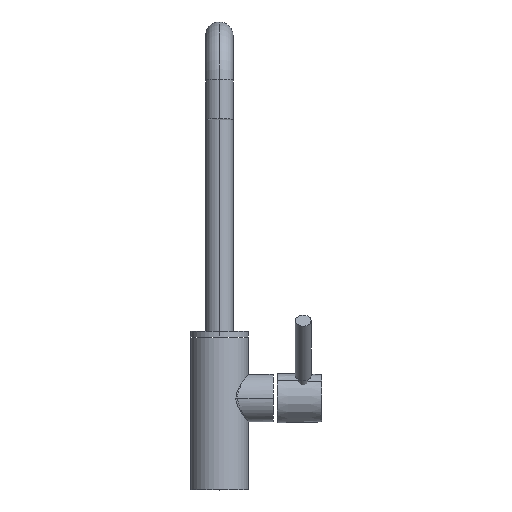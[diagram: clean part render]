
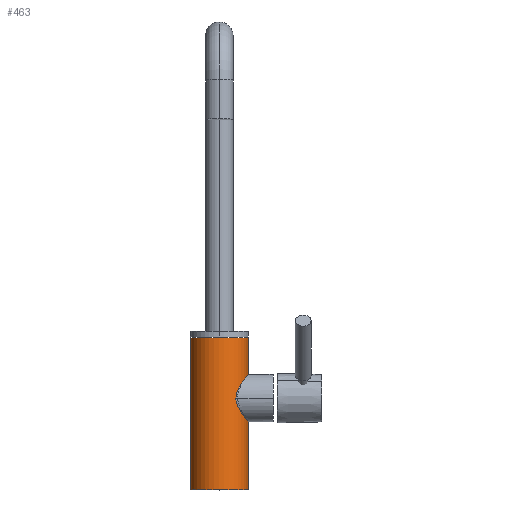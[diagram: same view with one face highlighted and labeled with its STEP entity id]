
A CAD part, top view. The second image highlights one B-rep face of the part: STEP entity #463.
In plain terms, the highlighted cylindrical face has radius 22.05 mm (diameter 44.1 mm), a partial arc.
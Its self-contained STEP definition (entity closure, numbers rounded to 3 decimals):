
#30 = DIRECTION ( 'NONE',  ( 0., -1., 0. ) ) ;
#43 = VERTEX_POINT ( 'NONE', #91 ) ;
#91 = CARTESIAN_POINT ( 'NONE',  ( -22.05, 116., 0. ) ) ;
#168 = VECTOR ( 'NONE', #801, 1000. ) ;
#184 = CARTESIAN_POINT ( 'NONE',  ( 0., 0., 0. ) ) ;
#209 = AXIS2_PLACEMENT_3D ( 'NONE', #1296, #434, #562 ) ;
#230 = DIRECTION ( 'NONE',  ( 0., -1., 0. ) ) ;
#351 = LINE ( 'NONE', #930, #909 ) ;
#434 = DIRECTION ( 'NONE',  ( 0., -1., 0. ) ) ;
#463 = ADVANCED_FACE ( 'NONE', ( #665 ), #787, .T. ) ;
#520 = CIRCLE ( 'NONE', #209, 22.05 ) ;
#562 = DIRECTION ( 'NONE',  ( 1., 0., 0. ) ) ;
#576 = CARTESIAN_POINT ( 'NONE',  ( 22.05, 116., 0. ) ) ;
#665 = FACE_OUTER_BOUND ( 'NONE', #1682, .T. ) ;
#686 = AXIS2_PLACEMENT_3D ( 'NONE', #1573, #230, #821 ) ;
#709 = EDGE_CURVE ( 'NONE', #1486, #807, #1685, .T. ) ;
#787 = CYLINDRICAL_SURFACE ( 'NONE', #1278, 22.05 ) ;
#801 = DIRECTION ( 'NONE',  ( 0., -1., 0. ) ) ;
#807 = VERTEX_POINT ( 'NONE', #1130 ) ;
#821 = DIRECTION ( 'NONE',  ( 1., 0., 0. ) ) ;
#823 = LINE ( 'NONE', #1113, #168 ) ;
#909 = VECTOR ( 'NONE', #1938, 1000. ) ;
#917 = VERTEX_POINT ( 'NONE', #576 ) ;
#930 = CARTESIAN_POINT ( 'NONE',  ( -22.05, 0., 0. ) ) ;
#1113 = CARTESIAN_POINT ( 'NONE',  ( 22.05, 0., 0. ) ) ;
#1130 = CARTESIAN_POINT ( 'NONE',  ( -22.05, 0., 0. ) ) ;
#1208 = EDGE_CURVE ( 'NONE', #917, #43, #520, .T. ) ;
#1236 = DIRECTION ( 'NONE',  ( 1., 0., 0. ) ) ;
#1278 = AXIS2_PLACEMENT_3D ( 'NONE', #184, #30, #1236 ) ;
#1296 = CARTESIAN_POINT ( 'NONE',  ( 0., 116., 0. ) ) ;
#1486 = VERTEX_POINT ( 'NONE', #1643 ) ;
#1550 = ORIENTED_EDGE ( 'NONE', *, *, #709, .F. ) ;
#1573 = CARTESIAN_POINT ( 'NONE',  ( 0., 0., 0. ) ) ;
#1601 = ORIENTED_EDGE ( 'NONE', *, *, #1944, .F. ) ;
#1643 = CARTESIAN_POINT ( 'NONE',  ( 22.05, 0., 0. ) ) ;
#1682 = EDGE_LOOP ( 'NONE', ( #1702, #1907, #1550, #1601 ) ) ;
#1685 = CIRCLE ( 'NONE', #686, 22.05 ) ;
#1702 = ORIENTED_EDGE ( 'NONE', *, *, #1208, .T. ) ;
#1792 = EDGE_CURVE ( 'NONE', #43, #807, #351, .T. ) ;
#1907 = ORIENTED_EDGE ( 'NONE', *, *, #1792, .T. ) ;
#1938 = DIRECTION ( 'NONE',  ( 0., -1., 0. ) ) ;
#1944 = EDGE_CURVE ( 'NONE', #917, #1486, #823, .T. ) ;
